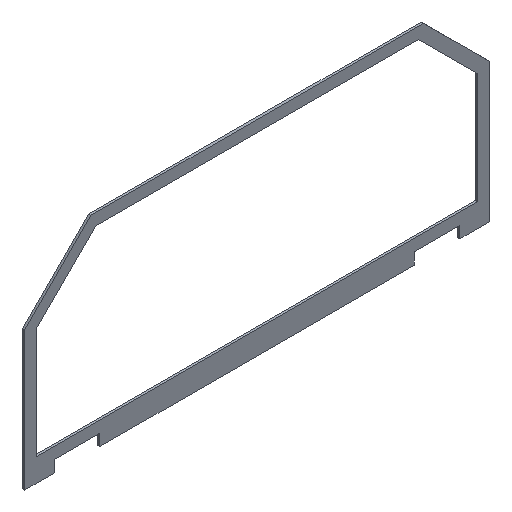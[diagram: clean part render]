
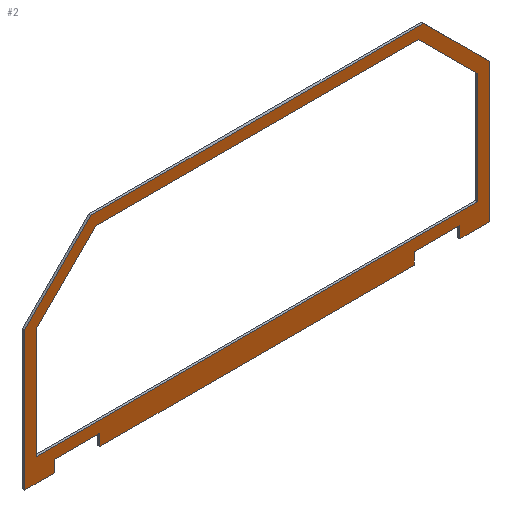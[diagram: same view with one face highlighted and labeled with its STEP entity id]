
A CAD part, isometric view. The second image highlights one B-rep face of the part: STEP entity #2.
In plain terms, the highlighted planar face has unit normal (0, -1, 0).
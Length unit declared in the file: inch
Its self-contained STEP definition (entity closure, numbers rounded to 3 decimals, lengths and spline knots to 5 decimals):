
#2 = ADVANCED_FACE ( 'NONE', ( #111, #167 ), #625, .T. ) ;
#4 = ORIENTED_EDGE ( 'NONE', *, *, #617, .T. ) ;
#9 = VERTEX_POINT ( 'NONE', #692 ) ;
#10 = VERTEX_POINT ( 'NONE', #527 ) ;
#11 = LINE ( 'NONE', #535, #299 ) ;
#12 = EDGE_CURVE ( 'NONE', #85, #402, #505, .T. ) ;
#13 = LINE ( 'NONE', #697, #635 ) ;
#24 = LINE ( 'NONE', #714, #88 ) ;
#27 = VERTEX_POINT ( 'NONE', #155 ) ;
#32 = CARTESIAN_POINT ( 'NONE',  ( 6.80315, -0.1, 0.45 ) ) ;
#33 = CARTESIAN_POINT ( 'NONE',  ( -9.5515, -0.1, 6.25021 ) ) ;
#38 = VECTOR ( 'NONE', #702, 39.37008 ) ;
#41 = DIRECTION ( 'NONE',  ( -1., 0., 0. ) ) ;
#46 = VECTOR ( 'NONE', #343, 39.37008 ) ;
#47 = DIRECTION ( 'NONE',  ( 0., 0., -1. ) ) ;
#49 = CARTESIAN_POINT ( 'NONE',  ( 9.5515, -0.1, 6.25021 ) ) ;
#56 = DIRECTION ( 'NONE',  ( 1., 0., 0. ) ) ;
#58 = VECTOR ( 'NONE', #470, 39.37008 ) ;
#60 = EDGE_CURVE ( 'NONE', #619, #589, #517, .T. ) ;
#63 = EDGE_CURVE ( 'NONE', #448, #9, #195, .T. ) ;
#69 = VECTOR ( 'NONE', #760, 39.37008 ) ;
#79 = ORIENTED_EDGE ( 'NONE', *, *, #389, .T. ) ;
#82 = DIRECTION ( 'NONE',  ( 0., 0., -1. ) ) ;
#85 = VERTEX_POINT ( 'NONE', #329 ) ;
#88 = VECTOR ( 'NONE', #56, 39.37008 ) ;
#94 = ORIENTED_EDGE ( 'NONE', *, *, #435, .F. ) ;
#99 = CARTESIAN_POINT ( 'NONE',  ( -8.77165, -0.1, 0.95 ) ) ;
#111 = FACE_OUTER_BOUND ( 'NONE', #546, .T. ) ;
#113 = DIRECTION ( 'NONE',  ( 0., 0., 1. ) ) ;
#116 = CARTESIAN_POINT ( 'NONE',  ( 8.77165, -0.1, 0.95 ) ) ;
#121 = DIRECTION ( 'NONE',  ( 0., 0., 1. ) ) ;
#125 = VERTEX_POINT ( 'NONE', #648 ) ;
#129 = VECTOR ( 'NONE', #293, 39.37008 ) ;
#135 = EDGE_CURVE ( 'NONE', #402, #619, #637, .T. ) ;
#137 = VECTOR ( 'NONE', #346, 39.37008 ) ;
#139 = EDGE_CURVE ( 'NONE', #589, #431, #485, .T. ) ;
#142 = EDGE_CURVE ( 'NONE', #9, #10, #157, .T. ) ;
#145 = EDGE_CURVE ( 'NONE', #618, #85, #330, .T. ) ;
#146 = LINE ( 'NONE', #754, #607 ) ;
#150 = DIRECTION ( 'NONE',  ( 0., 0., -1. ) ) ;
#155 = CARTESIAN_POINT ( 'NONE',  ( -7.19882, -0.1, 9.31 ) ) ;
#157 = LINE ( 'NONE', #696, #137 ) ;
#159 = CARTESIAN_POINT ( 'NONE',  ( -8.77165, -0.1, 0.95 ) ) ;
#167 = FACE_BOUND ( 'NONE', #204, .T. ) ;
#170 = EDGE_CURVE ( 'NONE', #254, #618, #301, .T. ) ;
#179 = CARTESIAN_POINT ( 'NONE',  ( 10.0515, -0.1, 0.45 ) ) ;
#181 = EDGE_CURVE ( 'NONE', #231, #448, #395, .T. ) ;
#189 = VERTEX_POINT ( 'NONE', #642 ) ;
#191 = LINE ( 'NONE', #601, #646 ) ;
#195 = LINE ( 'NONE', #217, #748 ) ;
#203 = VECTOR ( 'NONE', #150, 39.37008 ) ;
#204 = EDGE_LOOP ( 'NONE', ( #94, #665, #755, #632, #335, #673 ) ) ;
#208 = CARTESIAN_POINT ( 'NONE',  ( 0., -0.1, 0. ) ) ;
#217 = CARTESIAN_POINT ( 'NONE',  ( -9.5515, -0.1, 6.25021 ) ) ;
#231 = VERTEX_POINT ( 'NONE', #286 ) ;
#232 = CARTESIAN_POINT ( 'NONE',  ( -10.0515, -0.1, 0.45 ) ) ;
#242 = CARTESIAN_POINT ( 'NONE',  ( -6.80315, -0.1, 0.45 ) ) ;
#246 = DIRECTION ( 'NONE',  ( -0.707, 0., 0.707 ) ) ;
#248 = EDGE_CURVE ( 'NONE', #630, #189, #461, .T. ) ;
#254 = VERTEX_POINT ( 'NONE', #710 ) ;
#258 = LINE ( 'NONE', #179, #539 ) ;
#270 = EDGE_CURVE ( 'NONE', #602, #125, #585, .T. ) ;
#275 = DIRECTION ( 'NONE',  ( 0., -1., 0. ) ) ;
#277 = CARTESIAN_POINT ( 'NONE',  ( 6.99171, -0.1, 8.81 ) ) ;
#278 = DIRECTION ( 'NONE',  ( -1., 0., 0. ) ) ;
#282 = CARTESIAN_POINT ( 'NONE',  ( -6.80315, -0.1, 0.45 ) ) ;
#285 = EDGE_CURVE ( 'NONE', #442, #630, #258, .T. ) ;
#286 = CARTESIAN_POINT ( 'NONE',  ( -6.99171, -0.1, 8.81 ) ) ;
#287 = CARTESIAN_POINT ( 'NONE',  ( -6.99171, -0.1, 8.81 ) ) ;
#293 = DIRECTION ( 'NONE',  ( 0., 0., 1. ) ) ;
#294 = EDGE_CURVE ( 'NONE', #125, #442, #24, .T. ) ;
#296 = CARTESIAN_POINT ( 'NONE',  ( 10.0515, -0.1, 6.45732 ) ) ;
#299 = VECTOR ( 'NONE', #41, 39.37008 ) ;
#301 = LINE ( 'NONE', #400, #679 ) ;
#302 = ORIENTED_EDGE ( 'NONE', *, *, #135, .T. ) ;
#310 = EDGE_CURVE ( 'NONE', #10, #360, #359, .T. ) ;
#316 = VECTOR ( 'NONE', #473, 39.37008 ) ;
#323 = CARTESIAN_POINT ( 'NONE',  ( -6.80315, -0.1, 0.45 ) ) ;
#327 = DIRECTION ( 'NONE',  ( 0., 0., 1. ) ) ;
#329 = CARTESIAN_POINT ( 'NONE',  ( -8.77165, -0.1, 0.45 ) ) ;
#330 = LINE ( 'NONE', #651, #69 ) ;
#331 = VECTOR ( 'NONE', #327, 39.37008 ) ;
#334 = DIRECTION ( 'NONE',  ( -0.707, 0., -0.707 ) ) ;
#335 = ORIENTED_EDGE ( 'NONE', *, *, #63, .F. ) ;
#343 = DIRECTION ( 'NONE',  ( -0.707, 0., 0.707 ) ) ;
#346 = DIRECTION ( 'NONE',  ( 1., 0., 0. ) ) ;
#347 = ORIENTED_EDGE ( 'NONE', *, *, #294, .T. ) ;
#359 = LINE ( 'NONE', #667, #708 ) ;
#360 = VERTEX_POINT ( 'NONE', #49 ) ;
#362 = VERTEX_POINT ( 'NONE', #277 ) ;
#365 = LINE ( 'NONE', #763, #46 ) ;
#375 = VECTOR ( 'NONE', #47, 39.37008 ) ;
#389 = EDGE_CURVE ( 'NONE', #27, #254, #146, .T. ) ;
#395 = LINE ( 'NONE', #287, #316 ) ;
#400 = CARTESIAN_POINT ( 'NONE',  ( -10.0515, -0.1, 6.45732 ) ) ;
#402 = VERTEX_POINT ( 'NONE', #159 ) ;
#417 = CARTESIAN_POINT ( 'NONE',  ( 8.77165, -0.1, 0.45 ) ) ;
#426 = ORIENTED_EDGE ( 'NONE', *, *, #476, .T. ) ;
#431 = VERTEX_POINT ( 'NONE', #579 ) ;
#435 = EDGE_CURVE ( 'NONE', #362, #231, #13, .T. ) ;
#442 = VERTEX_POINT ( 'NONE', #749 ) ;
#448 = VERTEX_POINT ( 'NONE', #33 ) ;
#452 = CARTESIAN_POINT ( 'NONE',  ( -8.77165, -0.1, 0.45 ) ) ;
#454 = ORIENTED_EDGE ( 'NONE', *, *, #170, .T. ) ;
#461 = LINE ( 'NONE', #296, #622 ) ;
#470 = DIRECTION ( 'NONE',  ( 1., 0., 0. ) ) ;
#472 = CARTESIAN_POINT ( 'NONE',  ( -6.80315, -0.1, 0.95 ) ) ;
#473 = DIRECTION ( 'NONE',  ( -0.707, 0., -0.707 ) ) ;
#476 = EDGE_CURVE ( 'NONE', #431, #644, #537, .T. ) ;
#485 = LINE ( 'NONE', #282, #38 ) ;
#487 = CARTESIAN_POINT ( 'NONE',  ( 10.0515, -0.1, 6.45732 ) ) ;
#505 = LINE ( 'NONE', #452, #331 ) ;
#512 = ORIENTED_EDGE ( 'NONE', *, *, #270, .T. ) ;
#517 = LINE ( 'NONE', #323, #203 ) ;
#526 = ORIENTED_EDGE ( 'NONE', *, *, #285, .T. ) ;
#527 = CARTESIAN_POINT ( 'NONE',  ( 9.5515, -0.1, 1.45 ) ) ;
#535 = CARTESIAN_POINT ( 'NONE',  ( 7.19882, -0.1, 9.31 ) ) ;
#537 = LINE ( 'NONE', #32, #129 ) ;
#539 = VECTOR ( 'NONE', #113, 39.37008 ) ;
#546 = EDGE_LOOP ( 'NONE', ( #715, #4, #79, #454, #571, #727, #302, #744, #645, #426, #741, #512, #347, #526 ) ) ;
#570 = EDGE_CURVE ( 'NONE', #360, #362, #365, .T. ) ;
#571 = ORIENTED_EDGE ( 'NONE', *, *, #145, .T. ) ;
#579 = CARTESIAN_POINT ( 'NONE',  ( 6.80315, -0.1, 0.45 ) ) ;
#585 = LINE ( 'NONE', #417, #375 ) ;
#589 = VERTEX_POINT ( 'NONE', #242 ) ;
#601 = CARTESIAN_POINT ( 'NONE',  ( 8.77165, -0.1, 0.95 ) ) ;
#602 = VERTEX_POINT ( 'NONE', #116 ) ;
#607 = VECTOR ( 'NONE', #334, 39.37008 ) ;
#617 = EDGE_CURVE ( 'NONE', #189, #27, #11, .T. ) ;
#618 = VERTEX_POINT ( 'NONE', #232 ) ;
#619 = VERTEX_POINT ( 'NONE', #472 ) ;
#622 = VECTOR ( 'NONE', #246, 39.37008 ) ;
#625 = PLANE ( 'NONE',  #735 ) ;
#629 = DIRECTION ( 'NONE',  ( 0., 0., -1. ) ) ;
#630 = VERTEX_POINT ( 'NONE', #487 ) ;
#632 = ORIENTED_EDGE ( 'NONE', *, *, #142, .F. ) ;
#633 = EDGE_CURVE ( 'NONE', #644, #602, #191, .T. ) ;
#635 = VECTOR ( 'NONE', #278, 39.37008 ) ;
#637 = LINE ( 'NONE', #99, #58 ) ;
#642 = CARTESIAN_POINT ( 'NONE',  ( 7.19882, -0.1, 9.31 ) ) ;
#644 = VERTEX_POINT ( 'NONE', #660 ) ;
#645 = ORIENTED_EDGE ( 'NONE', *, *, #139, .T. ) ;
#646 = VECTOR ( 'NONE', #662, 39.37008 ) ;
#648 = CARTESIAN_POINT ( 'NONE',  ( 8.77165, -0.1, 0.45 ) ) ;
#651 = CARTESIAN_POINT ( 'NONE',  ( -10.0515, -0.1, 0.45 ) ) ;
#660 = CARTESIAN_POINT ( 'NONE',  ( 6.80315, -0.1, 0.95 ) ) ;
#662 = DIRECTION ( 'NONE',  ( 1., 0., 0. ) ) ;
#665 = ORIENTED_EDGE ( 'NONE', *, *, #570, .F. ) ;
#667 = CARTESIAN_POINT ( 'NONE',  ( 9.5515, -0.1, 1.45 ) ) ;
#673 = ORIENTED_EDGE ( 'NONE', *, *, #181, .F. ) ;
#679 = VECTOR ( 'NONE', #750, 39.37008 ) ;
#692 = CARTESIAN_POINT ( 'NONE',  ( -9.5515, -0.1, 1.45 ) ) ;
#696 = CARTESIAN_POINT ( 'NONE',  ( 9.5515, -0.1, 1.45 ) ) ;
#697 = CARTESIAN_POINT ( 'NONE',  ( 6.99171, -0.1, 8.81 ) ) ;
#702 = DIRECTION ( 'NONE',  ( 1., 0., 0. ) ) ;
#708 = VECTOR ( 'NONE', #121, 39.37008 ) ;
#710 = CARTESIAN_POINT ( 'NONE',  ( -10.0515, -0.1, 6.45732 ) ) ;
#714 = CARTESIAN_POINT ( 'NONE',  ( 8.77165, -0.1, 0.45 ) ) ;
#715 = ORIENTED_EDGE ( 'NONE', *, *, #248, .T. ) ;
#727 = ORIENTED_EDGE ( 'NONE', *, *, #12, .T. ) ;
#735 = AXIS2_PLACEMENT_3D ( 'NONE', #208, #275, #82 ) ;
#741 = ORIENTED_EDGE ( 'NONE', *, *, #633, .T. ) ;
#744 = ORIENTED_EDGE ( 'NONE', *, *, #60, .T. ) ;
#748 = VECTOR ( 'NONE', #629, 39.37008 ) ;
#749 = CARTESIAN_POINT ( 'NONE',  ( 10.0515, -0.1, 0.45 ) ) ;
#750 = DIRECTION ( 'NONE',  ( 0., 0., -1. ) ) ;
#754 = CARTESIAN_POINT ( 'NONE',  ( -7.19882, -0.1, 9.31 ) ) ;
#755 = ORIENTED_EDGE ( 'NONE', *, *, #310, .F. ) ;
#760 = DIRECTION ( 'NONE',  ( 1., 0., 0. ) ) ;
#763 = CARTESIAN_POINT ( 'NONE',  ( 9.5515, -0.1, 6.25021 ) ) ;
